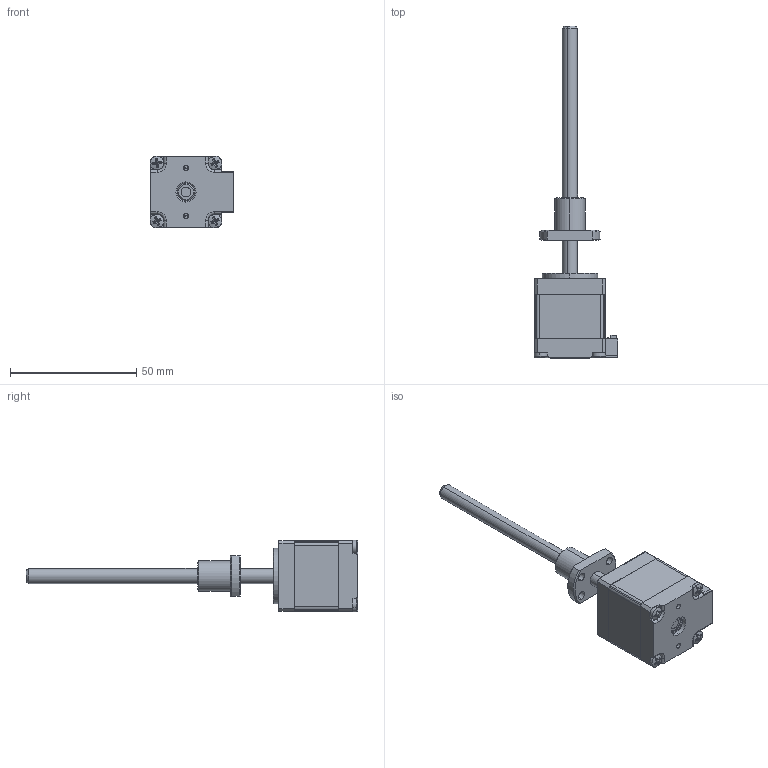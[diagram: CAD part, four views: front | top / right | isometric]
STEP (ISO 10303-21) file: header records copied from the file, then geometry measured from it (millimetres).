
FILE_DESCRIPTION (( 'STEP AP203' ), '1' );
FILE_NAME ('BE111S-B0602-100-FF1-0-100.STEP', '2021-04-26T08:09:23', ( 'Sky123.Org' ), ( 'Sky123.Org' ), 'SwSTEP 2.0', 'SolidWorks 2014', '' );
FILE_SCHEMA (( 'CONFIG_CONTROL_DESIGN' ));
Length unit declared in the file: millimetre
Products named in the file (1): BE111S-B0602-100-FF1-0-100
Bounding box: 33.2 x 131.6 x 28.4 mm (x, y, z)
Surface area: 11382.6 mm2 (no closed solid volume)
Topology: 0 solids, 28 shells, 297 faces, 1031 edges, 750 vertices
Faces by surface type: plane 125, cylinder 92, cone 62, torus 10, sphere 8
Entity records: 11737 total; most frequent: CARTESIAN_POINT 2809, DIRECTION 1885, ORIENTED_EDGE 1628, EDGE_CURVE 1031, VERTEX_POINT 750, AXIS2_PLACEMENT_3D 682, LINE 521, VECTOR 521
